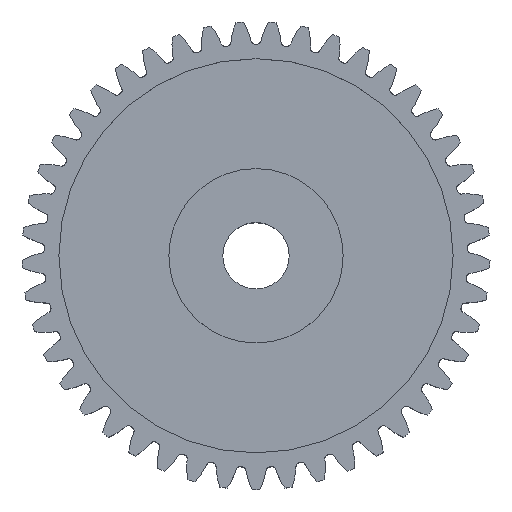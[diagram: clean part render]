
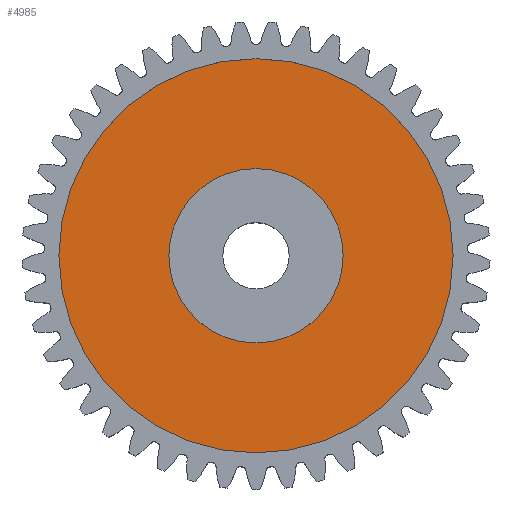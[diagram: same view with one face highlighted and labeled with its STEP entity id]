
A CAD part, top view. The second image highlights one B-rep face of the part: STEP entity #4985.
In plain terms, the highlighted planar face has unit normal (0, 0, 1).
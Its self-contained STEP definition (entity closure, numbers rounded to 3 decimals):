
#534 = VERTEX_POINT ( 'NONE', #4989 ) ;
#537 = EDGE_CURVE ( 'NONE', #534, #554, #5020, .T. ) ;
#554 = VERTEX_POINT ( 'NONE', #5109 ) ;
#563 = VERTEX_POINT ( 'NONE', #4958 ) ;
#595 = VERTEX_POINT ( 'NONE', #5238 ) ;
#607 = EDGE_CURVE ( 'NONE', #563, #595, #5394, .T. ) ;
#4958 = CARTESIAN_POINT ( 'NONE',  ( -10.5, 0., 7.75 ) ) ;
#4963 = DIRECTION ( 'NONE',  ( -1., 0., 0. ) ) ;
#4965 = DIRECTION ( 'NONE',  ( 0., 0., -1. ) ) ;
#4967 = CARTESIAN_POINT ( 'NONE',  ( 0., 0., 7.75 ) ) ;
#4985 = ADVANCED_FACE ( 'NONE', ( #9267, #9222 ), #9221, .F. ) ;
#4986 = EDGE_LOOP ( 'NONE', ( #5087, #4997 ) ) ;
#4988 = AXIS2_PLACEMENT_3D ( 'NONE', #4967, #4965, #4963 ) ;
#4989 = CARTESIAN_POINT ( 'NONE',  ( 23.75, 0., 7.75 ) ) ;
#4997 = ORIENTED_EDGE ( 'NONE', *, *, #5070, .T. ) ;
#5001 = EDGE_CURVE ( 'NONE', #554, #534, #9210, .T. ) ;
#5007 = ORIENTED_EDGE ( 'NONE', *, *, #537, .F. ) ;
#5020 = CIRCLE ( 'NONE', #4988, 23.75 ) ;
#5049 = EDGE_LOOP ( 'NONE', ( #5068, #5007 ) ) ;
#5068 = ORIENTED_EDGE ( 'NONE', *, *, #5001, .F. ) ;
#5070 = EDGE_CURVE ( 'NONE', #595, #563, #9537, .T. ) ;
#5087 = ORIENTED_EDGE ( 'NONE', *, *, #607, .T. ) ;
#5109 = CARTESIAN_POINT ( 'NONE',  ( -23.75, 0., 7.75 ) ) ;
#5238 = CARTESIAN_POINT ( 'NONE',  ( 10.5, 0., 7.75 ) ) ;
#5312 = DIRECTION ( 'NONE',  ( 0., 0., -1. ) ) ;
#5313 = CARTESIAN_POINT ( 'NONE',  ( 0., 0., 7.75 ) ) ;
#5322 = DIRECTION ( 'NONE',  ( -1., 0., 0. ) ) ;
#5381 = AXIS2_PLACEMENT_3D ( 'NONE', #5313, #5312, #5322 ) ;
#5394 = CIRCLE ( 'NONE', #5381, 10.5 ) ;
#9207 = DIRECTION ( 'NONE',  ( -1., 0., 0. ) ) ;
#9208 = DIRECTION ( 'NONE',  ( 0., 0., -1. ) ) ;
#9209 = AXIS2_PLACEMENT_3D ( 'NONE', #9211, #9208, #9207 ) ;
#9210 = CIRCLE ( 'NONE', #9209, 23.75 ) ;
#9211 = CARTESIAN_POINT ( 'NONE',  ( 0., 0., 7.75 ) ) ;
#9221 = PLANE ( 'NONE',  #9236 ) ;
#9222 = FACE_OUTER_BOUND ( 'NONE', #5049, .T. ) ;
#9236 = AXIS2_PLACEMENT_3D ( 'NONE', #9257, #9256, #9273 ) ;
#9256 = DIRECTION ( 'NONE',  ( 0., 0., -1. ) ) ;
#9257 = CARTESIAN_POINT ( 'NONE',  ( 0., 0., 7.75 ) ) ;
#9267 = FACE_BOUND ( 'NONE', #4986, .T. ) ;
#9273 = DIRECTION ( 'NONE',  ( -1., 0., 0. ) ) ;
#9461 = DIRECTION ( 'NONE',  ( -1., 0., 0. ) ) ;
#9462 = DIRECTION ( 'NONE',  ( 0., 0., -1. ) ) ;
#9463 = AXIS2_PLACEMENT_3D ( 'NONE', #9566, #9462, #9461 ) ;
#9537 = CIRCLE ( 'NONE', #9463, 10.5 ) ;
#9566 = CARTESIAN_POINT ( 'NONE',  ( 0., 0., 7.75 ) ) ;
